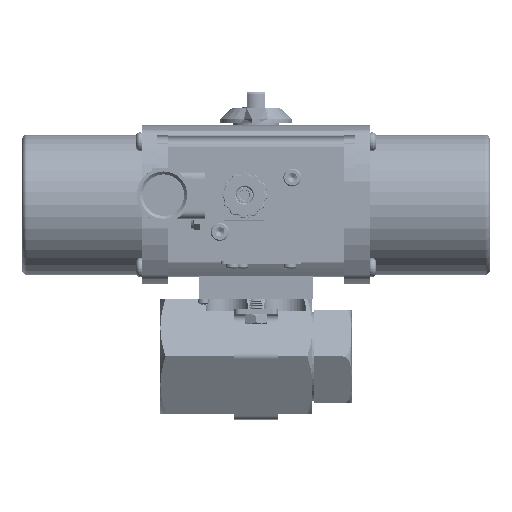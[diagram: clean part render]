
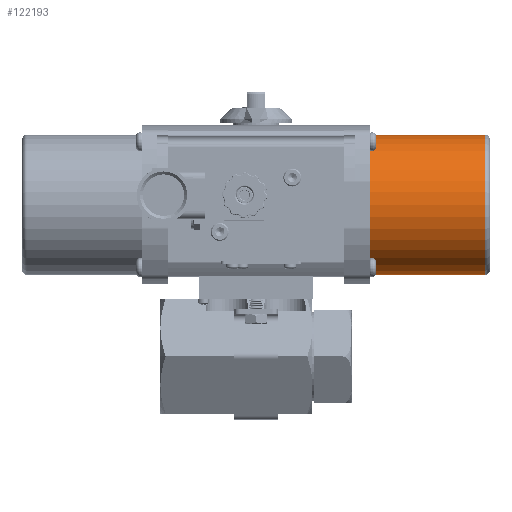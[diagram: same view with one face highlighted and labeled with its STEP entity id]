
A CAD part, top view. The second image highlights one B-rep face of the part: STEP entity #122193.
In plain terms, the highlighted cylindrical face has radius 30.963 mm (diameter 61.925 mm), a partial arc.
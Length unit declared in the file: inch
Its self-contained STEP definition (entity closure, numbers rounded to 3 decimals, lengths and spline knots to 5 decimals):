
#15800 = EDGE_CURVE ( 'NONE', #30010, #89190, #152214, .T. ) ;
#16147 = AXIS2_PLACEMENT_3D ( 'NONE', #23631, #125827, #38362 ) ;
#20887 = VERTEX_POINT ( 'NONE', #152275 ) ;
#23631 = CARTESIAN_POINT ( 'NONE',  ( 1.8575, 2.636, 0. ) ) ;
#24256 = LINE ( 'NONE', #115687, #131703 ) ;
#24735 = EDGE_CURVE ( 'NONE', #30010, #116966, #24256, .T. ) ;
#26379 = DIRECTION ( 'NONE',  ( -1., 0., 0. ) ) ;
#30010 = VERTEX_POINT ( 'NONE', #55952 ) ;
#35534 = CYLINDRICAL_SURFACE ( 'NONE', #149467, 1.219 ) ;
#36014 = ORIENTED_EDGE ( 'NONE', *, *, #15800, .T. ) ;
#38362 = DIRECTION ( 'NONE',  ( 0., -1., 0. ) ) ;
#42906 = DIRECTION ( 'NONE',  ( -1., 0., 0. ) ) ;
#50248 = DIRECTION ( 'NONE',  ( 0., 1., 0. ) ) ;
#54644 = CARTESIAN_POINT ( 'NONE',  ( 1.7145, 3.855, 0. ) ) ;
#55952 = CARTESIAN_POINT ( 'NONE',  ( 3.9725, 1.417, 0. ) ) ;
#66583 = ORIENTED_EDGE ( 'NONE', *, *, #71834, .T. ) ;
#71834 = EDGE_CURVE ( 'NONE', #20887, #116966, #189390, .T. ) ;
#73429 = LINE ( 'NONE', #54644, #160513 ) ;
#78391 = DIRECTION ( 'NONE',  ( -1., 0., 0. ) ) ;
#83506 = EDGE_CURVE ( 'NONE', #89190, #20887, #73429, .T. ) ;
#89190 = VERTEX_POINT ( 'NONE', #139523 ) ;
#93697 = CARTESIAN_POINT ( 'NONE',  ( 1.7145, 2.636, 0. ) ) ;
#98455 = CARTESIAN_POINT ( 'NONE',  ( 1.8575, 1.417, 0. ) ) ;
#113870 = CARTESIAN_POINT ( 'NONE',  ( 3.9725, 2.636, 0. ) ) ;
#115687 = CARTESIAN_POINT ( 'NONE',  ( 1.7145, 1.417, 0. ) ) ;
#116966 = VERTEX_POINT ( 'NONE', #98455 ) ;
#119918 = ORIENTED_EDGE ( 'NONE', *, *, #24735, .F. ) ;
#122193 = ADVANCED_FACE ( 'NONE', ( #152221 ), #35534, .T. ) ;
#125827 = DIRECTION ( 'NONE',  ( 1., 0., 0. ) ) ;
#128592 = DIRECTION ( 'NONE',  ( 0., -1., 0. ) ) ;
#131703 = VECTOR ( 'NONE', #42906, 39.37008 ) ;
#139523 = CARTESIAN_POINT ( 'NONE',  ( 3.9725, 3.855, 0. ) ) ;
#149467 = AXIS2_PLACEMENT_3D ( 'NONE', #93697, #78391, #50248 ) ;
#152214 = CIRCLE ( 'NONE', #176089, 1.219 ) ;
#152221 = FACE_OUTER_BOUND ( 'NONE', #163538, .T. ) ;
#152275 = CARTESIAN_POINT ( 'NONE',  ( 1.8575, 3.855, 0. ) ) ;
#157127 = DIRECTION ( 'NONE',  ( -1., 0., 0. ) ) ;
#157300 = ORIENTED_EDGE ( 'NONE', *, *, #83506, .T. ) ;
#160513 = VECTOR ( 'NONE', #157127, 39.37008 ) ;
#163538 = EDGE_LOOP ( 'NONE', ( #119918, #36014, #157300, #66583 ) ) ;
#176089 = AXIS2_PLACEMENT_3D ( 'NONE', #113870, #26379, #128592 ) ;
#189390 = CIRCLE ( 'NONE', #16147, 1.219 ) ;
